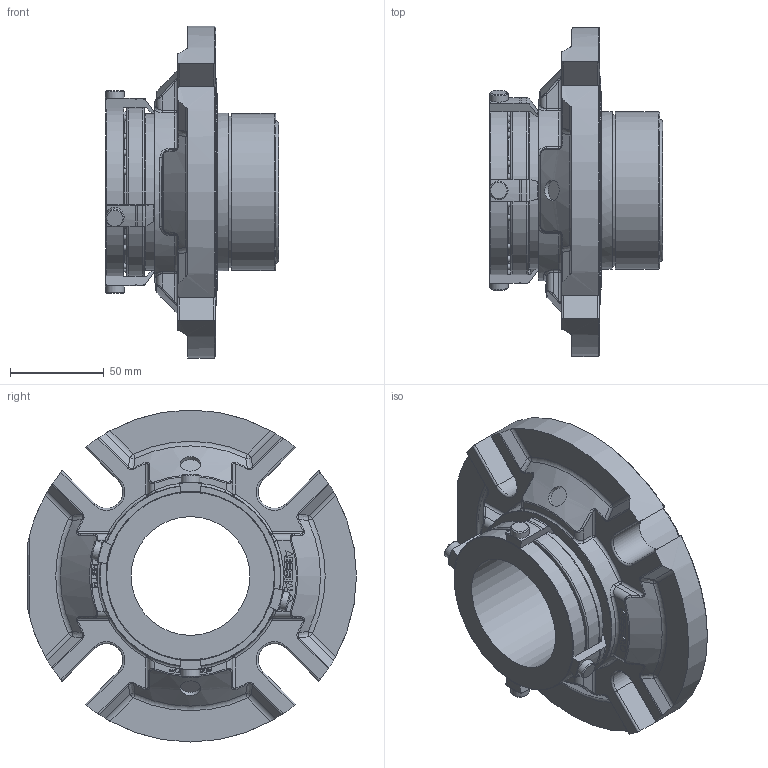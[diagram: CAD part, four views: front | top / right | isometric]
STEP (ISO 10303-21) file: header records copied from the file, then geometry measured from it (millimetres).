
FILE_DESCRIPTION(/* description */ ('Unknown'),/* implementation_level */ '2;1');
FILE_NAME(/* name */ '2.500',/* time_stamp */ '2023-02-13T13:06:24+00:00',/* author */ ('Unknown'),/* organization */ ('Unknown'),/* preprocessor_version */ 'ST-DEVELOPER v16.7',/* originating_system */ 'Solid Edge',/* authorisation */ 'Unknown');
FILE_SCHEMA (('AUTOMOTIVE_DESIGN {1 0 10303 214 3 1 1}'));
Length unit declared in the file: millimetre
Products named in the file (1): 2.500
Bounding box: 92.58 x 175.92 x 177.55 mm (x, y, z)
Volume: 592789.5 mm3; surface area: 106156.9 mm2
Topology: 1 solids, 1 shells, 629 faces, 1605 edges, 1022 vertices
Faces by surface type: plane 219, cylinder 179, torus 99, bspline 89, cone 27, sphere 16
Full cylindrical faces by diameter (mm): 2.867 x18, 3.172 x2, 3.761 x1, 5.994 x4, 9.99 x4, 10.998 x2, 63.5 x1, 66.583 x1, 69.882 x1, 76.098 x1, 78.103 x1, 80.97 x1, 83.939 x1, 84.041 x1, 84.371 x1, 90.232 x1, 105.66 x1
Entity records: 21553 total; most frequent: CARTESIAN_POINT 7614, ORIENTED_EDGE 2960, DIRECTION 2651, EDGE_CURVE 1480, AXIS2_PLACEMENT_3D 1068, VERTEX_POINT 979, EDGE_LOOP 785, FACE_BOUND 785
